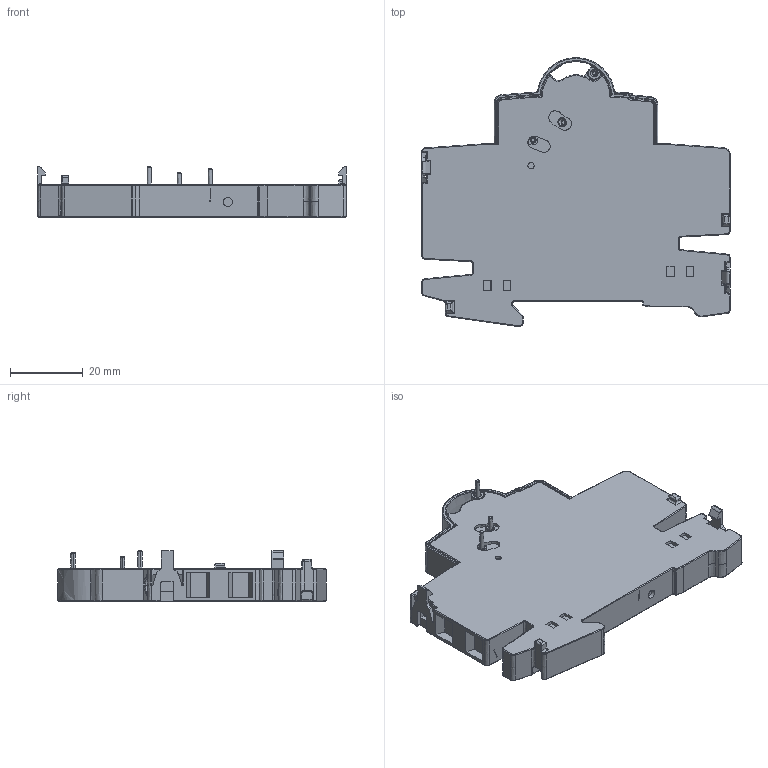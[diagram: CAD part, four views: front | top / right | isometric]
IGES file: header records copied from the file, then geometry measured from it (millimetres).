
Start section:  PTC IGES file: 2cds200946_sw0001.igs
Global section: file name: 2cds200946_sw0001.igs; native system: Creo Elements/Pro by Parametric Technology Corporation; preprocessor: 2011310; author: deu213684; organization: Unknown; date: 20130726.140451; units: millimetre
Bounding box: 85 x 73.98 x 13.9 mm (x, y, z)
Surface area: 14166.9 mm2 (no closed solid volume)
Topology: 0 solids, 0 shells, 904 faces, 4726 edges, 4720 vertices
Faces by surface type: bspline 904
